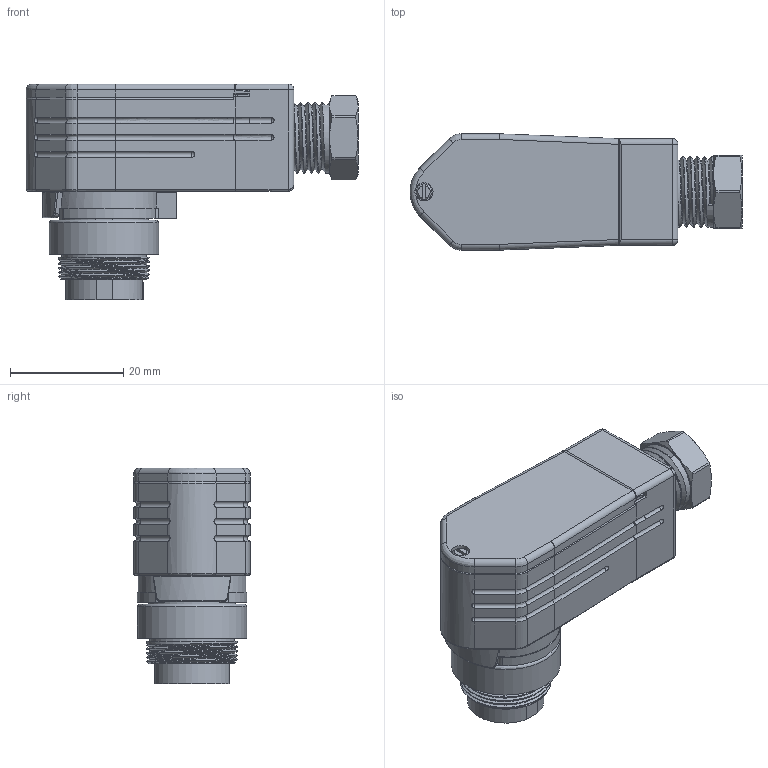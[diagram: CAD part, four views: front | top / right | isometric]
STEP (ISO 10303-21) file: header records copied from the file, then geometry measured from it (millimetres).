
FILE_DESCRIPTION(/* description */ (''),/* implementation_level */ '2;1');
FILE_NAME(/* name */ 'c091 11k008 000 2nxc001-01.stp',/* time_stamp */ '2019-07-08T13:17:10+02:00',/* author */ (''),/* organization */ (''),/* preprocessor_version */ 'ST-DEVELOPER v16.7',/* originating_system */ 'SIEMENS PLM Software NX 12.0',/* authorisation */ '');
FILE_SCHEMA (('AUTOMOTIVE_DESIGN { 1 0 10303 214 3 1 1 1 }'));
Length unit declared in the file: millimetre
Products named in the file (1): c091 11k008 000 2nxc001-01
Bounding box: 58.56 x 20.5 x 38.1 mm (x, y, z)
Volume: 21322.7 mm3; surface area: 8405.7 mm2
Topology: 3 solids, 5 shells, 476 faces, 1213 edges, 734 vertices
Faces by surface type: plane 215, cylinder 119, bspline 69, cone 26, sphere 22, torus 15, extrusion 6, revolution 4
Full cylindrical faces by diameter (mm): 2.8 x1, 3.2 x1, 12.5 x5, 14.1 x1, 14.2 x1, 15 x1, 19.3 x1
Entity records: 17137 total; most frequent: CARTESIAN_POINT 5635, ORIENTED_EDGE 2300, DIRECTION 2210, EDGE_CURVE 1150, AXIS2_PLACEMENT_3D 798, VERTEX_POINT 717, VECTOR 610, LINE 604
